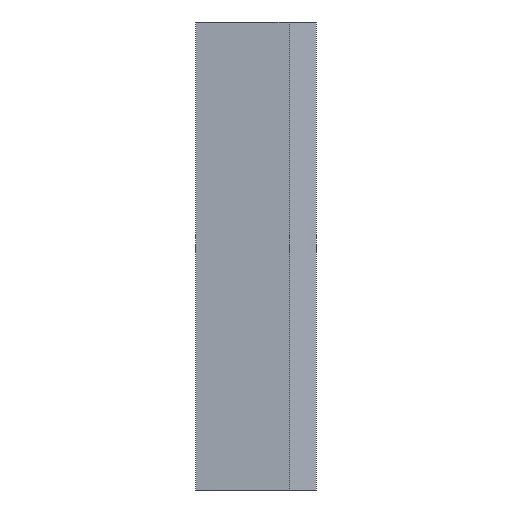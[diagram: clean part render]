
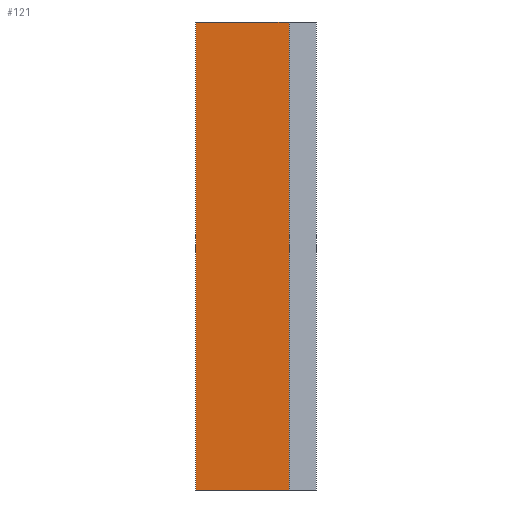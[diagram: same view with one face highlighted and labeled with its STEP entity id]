
A CAD part, front view. The second image highlights one B-rep face of the part: STEP entity #121.
In plain terms, the highlighted planar face has unit normal (0, -1, 0).
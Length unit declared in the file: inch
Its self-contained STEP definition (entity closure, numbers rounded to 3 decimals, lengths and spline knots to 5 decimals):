
#15=FACE_OUTER_BOUND('',#22,.T.);
#22=EDGE_LOOP('',(#84,#85,#86,#87));
#29=LINE('',#190,#44);
#30=LINE('',#192,#45);
#31=LINE('',#194,#46);
#32=LINE('',#195,#47);
#44=VECTOR('',#159,39.37008);
#45=VECTOR('',#160,39.37008);
#46=VECTOR('',#161,39.37008);
#47=VECTOR('',#162,39.37008);
#59=VERTEX_POINT('',#188);
#60=VERTEX_POINT('',#189);
#61=VERTEX_POINT('',#191);
#62=VERTEX_POINT('',#193);
#69=EDGE_CURVE('',#59,#60,#29,.T.);
#70=EDGE_CURVE('',#61,#60,#30,.T.);
#71=EDGE_CURVE('',#62,#61,#31,.T.);
#72=EDGE_CURVE('',#62,#59,#32,.T.);
#84=ORIENTED_EDGE('',*,*,#69,.T.);
#85=ORIENTED_EDGE('',*,*,#70,.F.);
#86=ORIENTED_EDGE('',*,*,#71,.F.);
#87=ORIENTED_EDGE('',*,*,#72,.T.);
#114=PLANE('',#148);
#121=ADVANCED_FACE('',(#15),#114,.F.);
#148=AXIS2_PLACEMENT_3D('',#187,#157,#158);
#157=DIRECTION('center_axis',(0.,1.,0.));
#158=DIRECTION('ref_axis',(0.,0.,1.));
#159=DIRECTION('',(1.,0.,0.));
#160=DIRECTION('',(0.,0.,-1.));
#161=DIRECTION('',(1.,0.,0.));
#162=DIRECTION('',(0.,0.,-1.));
#187=CARTESIAN_POINT('Origin',(4.78848,0.,12.));
#188=CARTESIAN_POINT('',(0.,0.,-12.));
#189=CARTESIAN_POINT('',(4.78848,0.,-12.));
#190=CARTESIAN_POINT('',(4.78848,0.,-12.));
#191=CARTESIAN_POINT('',(4.78848,0.,12.));
#192=CARTESIAN_POINT('',(4.78848,0.,12.));
#193=CARTESIAN_POINT('',(0.,0.,12.));
#194=CARTESIAN_POINT('',(4.78848,0.,12.));
#195=CARTESIAN_POINT('',(0.,0.,12.));
